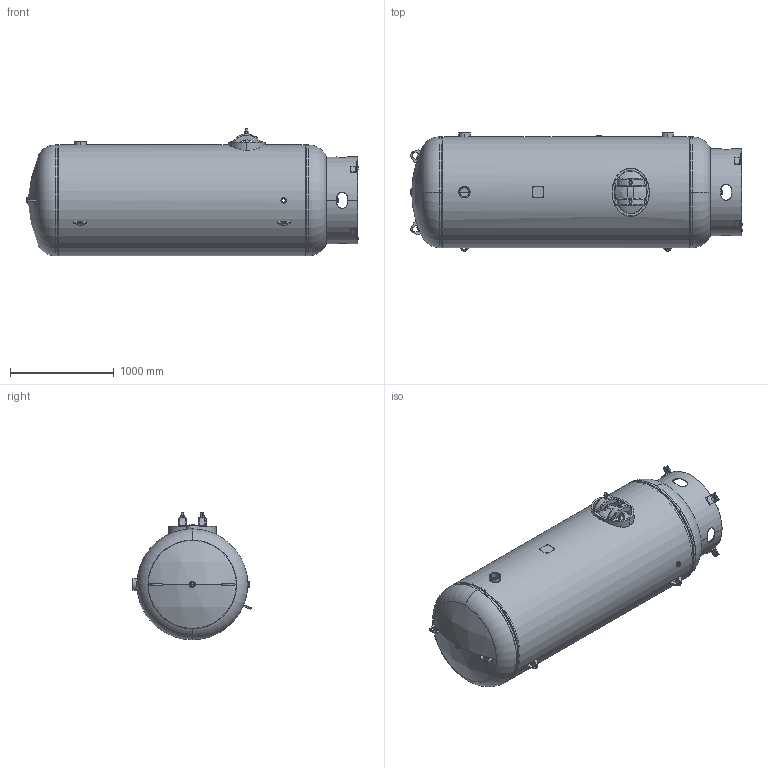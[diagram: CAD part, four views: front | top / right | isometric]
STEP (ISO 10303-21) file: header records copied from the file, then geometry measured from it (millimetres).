
FILE_DESCRIPTION (( 'STEP AP214' ), '1' );
FILE_NAME ('302440.STEP', '2025-02-19T16:35:37', ( '' ), ( '' ), 'SwSTEP 2.0', 'SolidWorks 2022', '' );
FILE_SCHEMA (( 'AUTOMOTIVE_DESIGN' ));
Length unit declared in the file: inch
Products named in the file (20): A84600; 302440; A85007; NP-VER_42; CPLG_3000H3K; A85006; A72305 LID; HEAD_42X265JOG; PHOENIX FLAT FLANGE_1000; A50314; A72305 CRAB; 302440-SL; PHOENIX RAD FLANGE_100P705-7R; A72305 RING; A72305 NUT; A72305 BOLT; PHOENIX FLAT FLANGE_0250P391; A72305 HANDLE; A72305
Assembly tree (33 placements, depth 4):
  302440
    302440-SL
    HEAD_42X265JOG  x2
    PHOENIX FLAT FLANGE_1000  x2
    PHOENIX RAD FLANGE_100P705-7R  x2
    PHOENIX FLAT FLANGE_0250P391
    CPLG_3000H3K  x3
    A72305
      A72305 RING
      A72305 LID
        A72305 LID
        A72305 HANDLE
      A72305 CRAB  x2
      A72305 BOLT  x2
      A72305 NUT  x2
    A84600  x4
    A85006
      A85007
      A50314  x4
    NP-VER_42
Bounding box: 3195.61 x 1136.81 x 1228.63 mm (x, y, z)
Volume: 79364555.9 mm3; surface area: 24012061.9 mm2
Topology: 30 solids, 30 shells, 564 faces, 1398 edges, 904 vertices
Faces by surface type: plane 224, cylinder 188, torus 88, bspline 56, sphere 8
Entity records: 24495 total; most frequent: CARTESIAN_POINT 15913, ORIENTED_EDGE 1624, DIRECTION 1546, EDGE_CURVE 812, AXIS2_PLACEMENT_3D 614, VERTEX_POINT 526, EDGE_LOOP 376, ADVANCED_FACE 323
